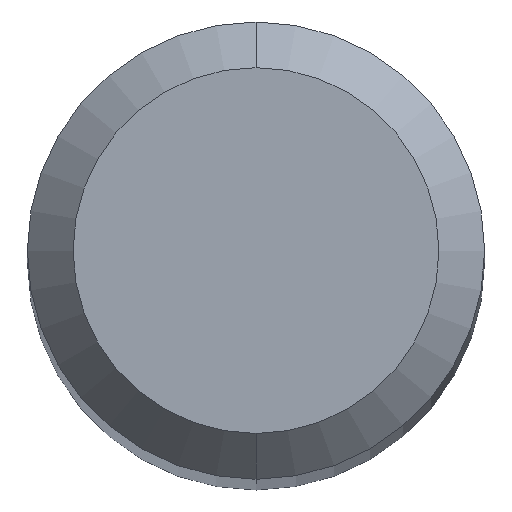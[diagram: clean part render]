
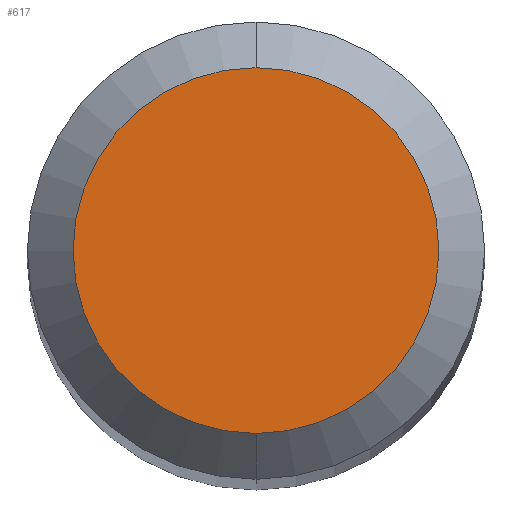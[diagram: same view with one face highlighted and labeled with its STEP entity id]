
A CAD part, top view. The second image highlights one B-rep face of the part: STEP entity #617.
In plain terms, the highlighted planar face has unit normal (0, 0, 1).
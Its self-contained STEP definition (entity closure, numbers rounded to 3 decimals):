
#395=VERTEX_POINT('',#1130);
#519=EDGE_CURVE('',#395,#913,#1263,.T.);
#617=ADVANCED_FACE('',(#1370),#1371,.T.);
#877=EDGE_CURVE('',#913,#395,#1659,.T.);
#913=VERTEX_POINT('',#1697);
#1130=CARTESIAN_POINT('',(0.0,1.2,0.0));
#1263=CIRCLE('',#2883,1.2);
#1370=FACE_OUTER_BOUND('',#3235,.T.);
#1371=PLANE('',#3236);
#1659=CIRCLE('',#4718,1.2);
#1697=CARTESIAN_POINT('',(0.,-1.2,0.0));
#2883=AXIS2_PLACEMENT_3D('',#6261,#6262,#6263);
#3235=EDGE_LOOP('',(#6374,#6375));
#3236=AXIS2_PLACEMENT_3D('',#6376,#6377,#6378);
#4718=AXIS2_PLACEMENT_3D('',#6708,#6709,#6710);
#6261=CARTESIAN_POINT('',(0.0,0.0,0.0));
#6262=DIRECTION('',(0.0,0.0,-1.0));
#6263=DIRECTION('',(0.0,1.0,0.0));
#6374=ORIENTED_EDGE('',*,*,#519,.F.);
#6375=ORIENTED_EDGE('',*,*,#877,.F.);
#6376=CARTESIAN_POINT('',(0.0,0.6,0.0));
#6377=DIRECTION('',(-0.0,0.0,1.0));
#6378=DIRECTION('',(0.0,-1.0,0.0));
#6708=CARTESIAN_POINT('',(0.0,0.0,0.0));
#6709=DIRECTION('',(0.0,0.0,-1.0));
#6710=DIRECTION('',(0.0,1.0,0.0));
